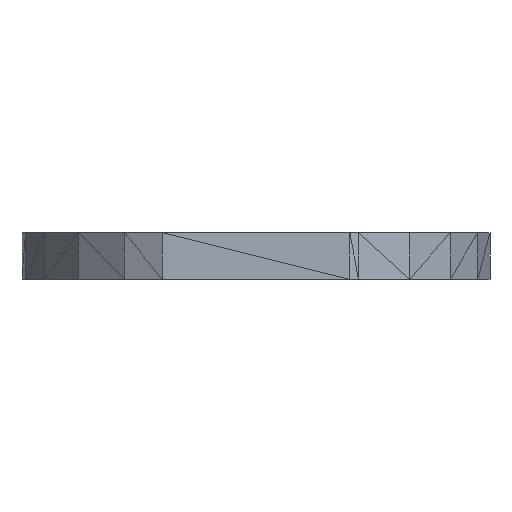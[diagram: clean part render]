
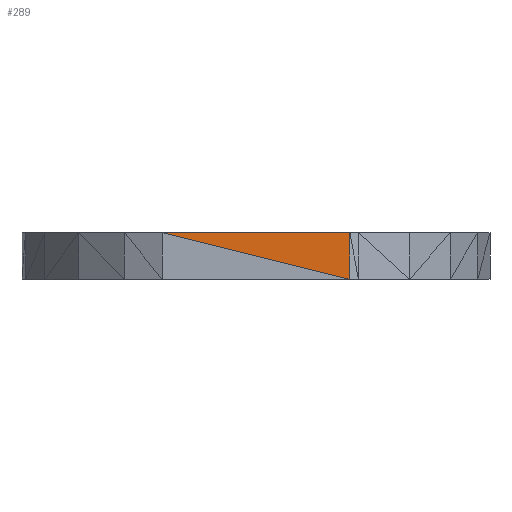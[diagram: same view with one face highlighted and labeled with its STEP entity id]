
A CAD part, left-side view. The second image highlights one B-rep face of the part: STEP entity #289.
In plain terms, the highlighted planar face has unit normal (-1, 0, 0).
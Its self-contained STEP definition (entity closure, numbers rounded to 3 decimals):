
#289 = ADVANCED_FACE('',(#290),#316,.T.);
#290 = FACE_BOUND('',#291,.T.);
#291 = EDGE_LOOP('',(#292,#302,#310));
#292 = ORIENTED_EDGE('',*,*,#293,.T.);
#293 = EDGE_CURVE('',#294,#296,#298,.T.);
#294 = VERTEX_POINT('',#295);
#295 = CARTESIAN_POINT('',(0.564,2.138,1.32)
  );
#296 = VERTEX_POINT('',#297);
#297 = CARTESIAN_POINT('',(0.564,6.138,1.32)
  );
#298 = LINE('',#299,#300);
#299 = CARTESIAN_POINT('',(0.564,2.138,1.32)
  );
#300 = VECTOR('',#301,1.);
#301 = DIRECTION('',(0.,1.,0.));
#302 = ORIENTED_EDGE('',*,*,#303,.T.);
#303 = EDGE_CURVE('',#296,#304,#306,.T.);
#304 = VERTEX_POINT('',#305);
#305 = CARTESIAN_POINT('',(0.564,2.138,0.32)
  );
#306 = LINE('',#307,#308);
#307 = CARTESIAN_POINT('',(0.564,6.138,1.32)
  );
#308 = VECTOR('',#309,1.);
#309 = DIRECTION('',(0.,-0.97,-0.243));
#310 = ORIENTED_EDGE('',*,*,#311,.T.);
#311 = EDGE_CURVE('',#304,#294,#312,.T.);
#312 = LINE('',#313,#314);
#313 = CARTESIAN_POINT('',(0.564,2.138,0.32)
  );
#314 = VECTOR('',#315,1.);
#315 = DIRECTION('',(0.,0.,1.));
#316 = PLANE('',#317);
#317 = AXIS2_PLACEMENT_3D('',#318,#319,#320);
#318 = CARTESIAN_POINT('',(0.564,3.919,1.039)
  );
#319 = DIRECTION('',(-1.,-0.,-0.));
#320 = DIRECTION('',(0.,0.,-1.));
